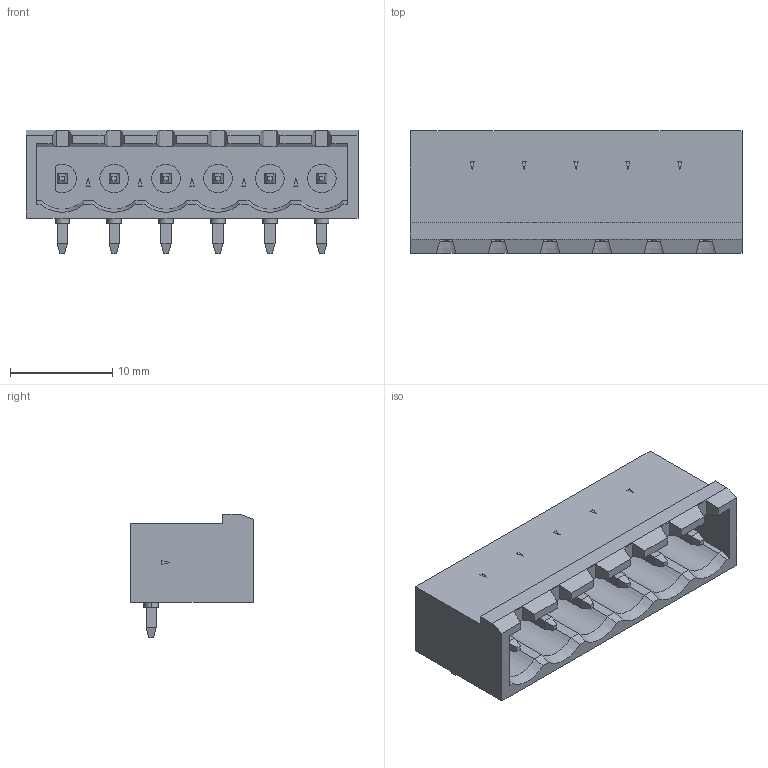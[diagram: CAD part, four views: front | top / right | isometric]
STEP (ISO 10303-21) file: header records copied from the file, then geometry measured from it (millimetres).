
FILE_DESCRIPTION((''),'2;1');
FILE_NAME('PHOENIX_1757284.stp','2010-02-10T14:54:54',(''),(''),'Mechanical Desktop 2010','Mechanical Desktop 2010',', , ');
FILE_SCHEMA(('AUTOMOTIVE_DESIGN { 1 2 10303 214 1 1 1 1 }'));
Length unit declared in the file: millimetre
Products named in the file (1): Product
Bounding box: 32.48 x 12 x 12.1 mm (x, y, z)
Volume: 1656 mm3; surface area: 2509 mm2
Topology: 25 solids, 25 shells, 347 faces, 774 edges, 498 vertices
Faces by surface type: plane 287, cylinder 48, cone 6, sphere 6
Entity records: 9592 total; most frequent: CARTESIAN_POINT 1764, DIRECTION 1566, ORIENTED_EDGE 1548, EDGE_CURVE 774, VECTOR 654, LINE 654, VERTEX_POINT 498, AXIS2_PLACEMENT_3D 456
